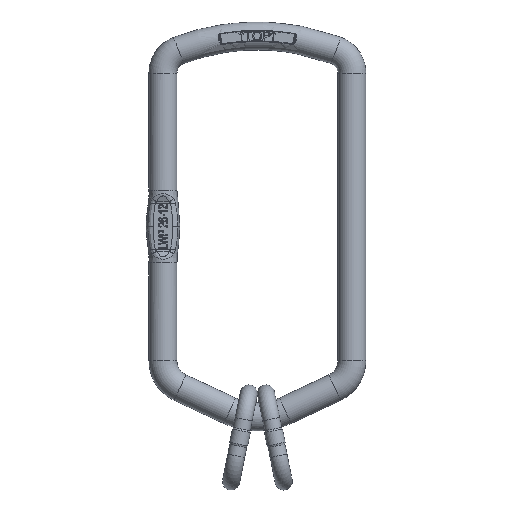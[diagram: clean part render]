
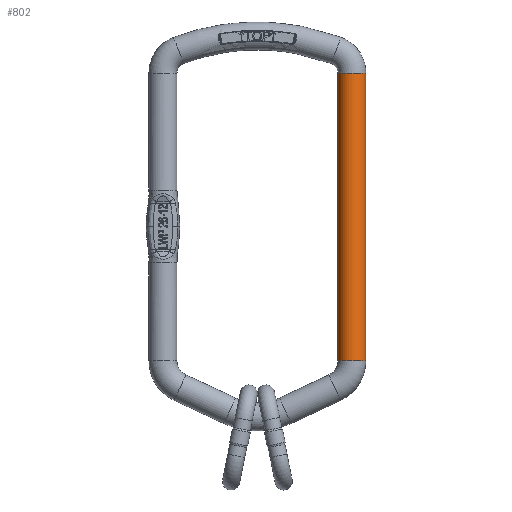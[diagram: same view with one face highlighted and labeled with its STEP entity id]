
A CAD part, front view. The second image highlights one B-rep face of the part: STEP entity #802.
In plain terms, the highlighted cylindrical face has radius 13.5 mm (diameter 27 mm), a full revolution.
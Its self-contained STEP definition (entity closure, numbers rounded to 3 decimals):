
#253=CYLINDRICAL_SURFACE('',#7619,13.5);
#724=CIRCLE('',#7616,13.5);
#725=CIRCLE('',#7618,13.5);
#802=ADVANCED_FACE('',(#2150,#2151),#253,.T.);
#2150=FACE_BOUND('',#2255,.T.);
#2151=FACE_BOUND('',#2256,.T.);
#2255=EDGE_LOOP('',(#2977));
#2256=EDGE_LOOP('',(#2978));
#2977=ORIENTED_EDGE('',*,*,#5814,.F.);
#2978=ORIENTED_EDGE('',*,*,#5813,.T.);
#5086=VERTEX_POINT('',#11091);
#5087=VERTEX_POINT('',#11094);
#5813=EDGE_CURVE('',#5086,#5086,#724,.T.);
#5814=EDGE_CURVE('',#5087,#5087,#725,.T.);
#7616=AXIS2_PLACEMENT_3D('',#11090,#8110,#8111);
#7618=AXIS2_PLACEMENT_3D('',#11093,#8114,#8115);
#7619=AXIS2_PLACEMENT_3D('',#11095,#8116,#8117);
#8110=DIRECTION('',(0.,0.,1.));
#8111=DIRECTION('',(0.,1.,0.));
#8114=DIRECTION('',(0.,0.,1.));
#8115=DIRECTION('',(0.,1.,0.));
#8116=DIRECTION('',(0.,0.,-1.));
#8117=DIRECTION('',(0.,1.,0.));
#11090=CARTESIAN_POINT('',(0.,91.,-129.474));
#11091=CARTESIAN_POINT('',(0.,104.5,-129.474));
#11093=CARTESIAN_POINT('',(0.,91.,147.606));
#11094=CARTESIAN_POINT('',(0.,104.5,147.606));
#11095=CARTESIAN_POINT('',(0.,91.,147.606));
